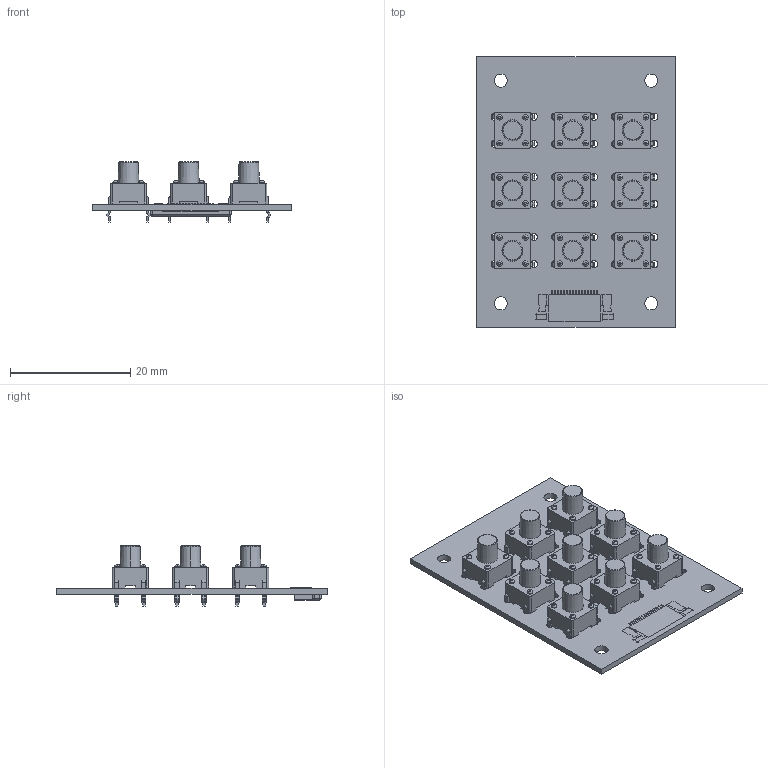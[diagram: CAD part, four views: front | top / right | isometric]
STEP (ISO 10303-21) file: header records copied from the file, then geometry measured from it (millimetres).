
FILE_DESCRIPTION(('Open CASCADE Model'),'2;1');
FILE_NAME('Open CASCADE Shape Model','2021-07-28T18:05:28',('Author'),( 'Open CASCADE'),'Open CASCADE STEP processor 6.8','Open CASCADE 6.8' ,'Unknown');
FILE_SCHEMA(('AUTOMOTIVE_DESIGN { 1 0 10303 214 1 1 1 1 }'));
Length unit declared in the file: millimetre
Products named in the file (15): PCB; Board; Open CASCADE STEP translator 6.8 3.1.1; K11; tc-1102-x-g-x_RGB6710886; K10; K9; K7; K6; K5; K3; K2; K1; J1; 16r9533_1-1734592-6
Assembly tree (22 placements, depth 3):
  PCB
    Board
      Open CASCADE STEP translator 6.8 3.1.1
    K11
      tc-1102-x-g-x_RGB6710886
    K10
      tc-1102-x-g-x_RGB6710886
    K9
      tc-1102-x-g-x_RGB6710886
    K7
      tc-1102-x-g-x_RGB6710886
    K6
      tc-1102-x-g-x_RGB6710886
    K5
      tc-1102-x-g-x_RGB6710886
    K3
      tc-1102-x-g-x_RGB6710886
    K2
      tc-1102-x-g-x_RGB6710886
    K1
      tc-1102-x-g-x_RGB6710886
    J1
      16r9533_1-1734592-6
Bounding box: 33 x 45 x 10 mm (x, y, z)
Volume: 2904.1 mm3; surface area: 5530.9 mm2
Topology: 11 solids, 11 shells, 5415 faces, 15272 edges, 10110 vertices
Faces by surface type: plane 4853, cylinder 446, bspline 72, cone 18, torus 18, sphere 8
Full cylindrical faces by diameter (mm): 1.2 x36, 2.2 x4
Entity records: 36214 total; most frequent: CARTESIAN_POINT 5746, ORIENTED_EDGE 5392, DIRECTION 4898, EDGE_CURVE 2696, LINE 2398, VECTOR 2398, VERTEX_POINT 1774, AXIS2_PLACEMENT_3D 1250
